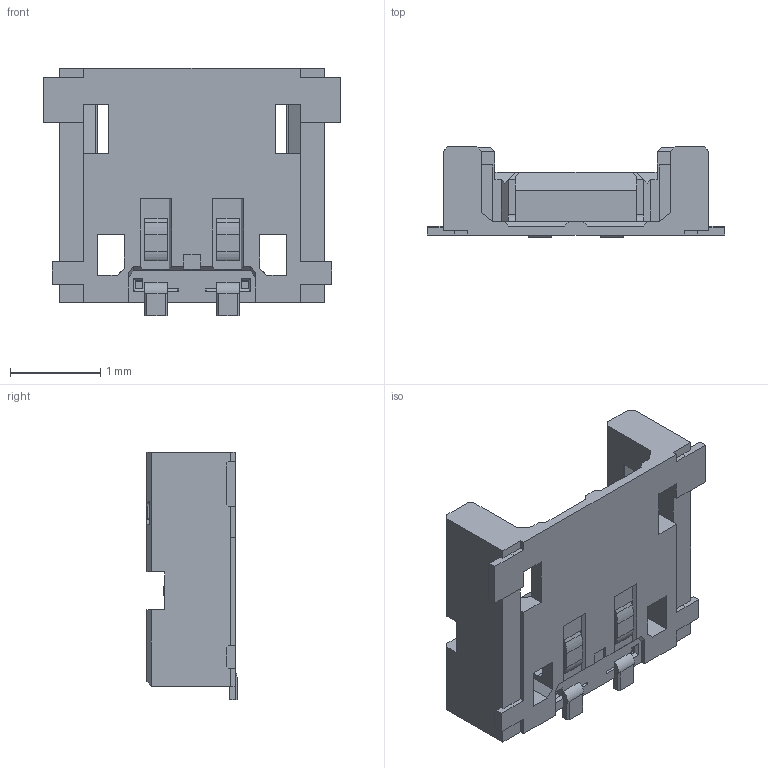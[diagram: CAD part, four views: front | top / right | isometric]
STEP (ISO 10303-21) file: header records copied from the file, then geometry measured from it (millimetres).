
FILE_DESCRIPTION((''),'2;1');
FILE_NAME('E-51493-002XX-001_ASM','2019-01-10T',('t00408'),(''),'PRO/ENGINEER BY PARAMETRIC TECHNOLOGY CORPORATION, 2011490','PRO/ENGINEER BY PARAMETRIC TECHNOLOGY CORPORATION, 2011490','');
FILE_SCHEMA(('CONFIG_CONTROL_DESIGN', 'GEOMETRIC_VALIDATION_PROPERTIES_MIM'));
Length unit declared in the file: millimetre
Products named in the file (1): E-51493-002XX-001_ASM
Bounding box: 3.3 x 1 x 2.75 mm (x, y, z)
Volume: 3.5 mm3; surface area: 32.7 mm2
Topology: 1 solids, 1 shells, 308 faces, 902 edges, 596 vertices
Faces by surface type: plane 266, cylinder 30, cone 12
Entity records: 11059 total; most frequent: CARTESIAN_POINT 1880, ORIENTED_EDGE 1804, DIRECTION 1574, EDGE_CURVE 902, VECTOR 806, LINE 806, VERTEX_POINT 596, AXIS2_PLACEMENT_3D 384
